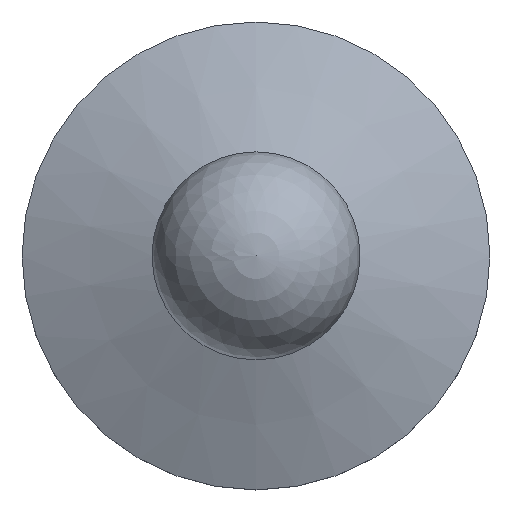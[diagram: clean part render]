
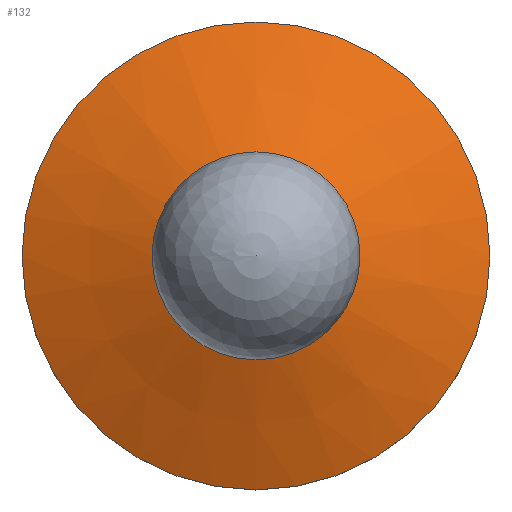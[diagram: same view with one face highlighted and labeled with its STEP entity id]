
A CAD part, top view. The second image highlights one B-rep face of the part: STEP entity #132.
In plain terms, the highlighted conical face has half-angle 68.199 degrees and reference radius 3.25 mm.
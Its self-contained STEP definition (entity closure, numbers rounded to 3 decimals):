
#19=CONICAL_SURFACE('',#161,3.25,1.19);
#27=FACE_OUTER_BOUND('',#37,.T.);
#37=EDGE_LOOP('',(#102,#103,#104,#105,#106));
#47=LINE('',#242,#52);
#52=VECTOR('',#197,3.25);
#58=CIRCLE('',#160,2.);
#59=CIRCLE('',#162,4.5);
#60=CIRCLE('',#163,4.5);
#69=VERTEX_POINT('',#235);
#70=VERTEX_POINT('',#239);
#71=VERTEX_POINT('',#240);
#82=EDGE_CURVE('',#69,#69,#58,.T.);
#83=EDGE_CURVE('',#70,#71,#59,.T.);
#84=EDGE_CURVE('',#71,#69,#47,.T.);
#85=EDGE_CURVE('',#71,#70,#60,.T.);
#102=ORIENTED_EDGE('',*,*,#83,.T.);
#103=ORIENTED_EDGE('',*,*,#84,.T.);
#104=ORIENTED_EDGE('',*,*,#82,.T.);
#105=ORIENTED_EDGE('',*,*,#84,.F.);
#106=ORIENTED_EDGE('',*,*,#85,.T.);
#132=ADVANCED_FACE('',(#27),#19,.T.);
#160=AXIS2_PLACEMENT_3D('',#237,#191,#192);
#161=AXIS2_PLACEMENT_3D('',#238,#193,#194);
#162=AXIS2_PLACEMENT_3D('',#241,#195,#196);
#163=AXIS2_PLACEMENT_3D('',#243,#198,#199);
#191=DIRECTION('center_axis',(0.,0.,-1.));
#192=DIRECTION('ref_axis',(1.,0.,0.));
#193=DIRECTION('center_axis',(0.,0.,-1.));
#194=DIRECTION('ref_axis',(0.,1.,0.));
#195=DIRECTION('center_axis',(0.,0.,1.));
#196=DIRECTION('ref_axis',(1.,0.,0.));
#197=DIRECTION('',(0.,0.928,0.371));
#198=DIRECTION('center_axis',(0.,0.,1.));
#199=DIRECTION('ref_axis',(1.,0.,0.));
#235=CARTESIAN_POINT('',(0.,-2.,2.));
#237=CARTESIAN_POINT('Origin',(0.,0.,2.));
#238=CARTESIAN_POINT('Origin',(0.,0.,1.5));
#239=CARTESIAN_POINT('',(-4.5,0.,1.));
#240=CARTESIAN_POINT('',(0.,-4.5,1.));
#241=CARTESIAN_POINT('Origin',(0.,0.,1.));
#242=CARTESIAN_POINT('',(0.,-3.25,1.5));
#243=CARTESIAN_POINT('Origin',(0.,0.,1.));
